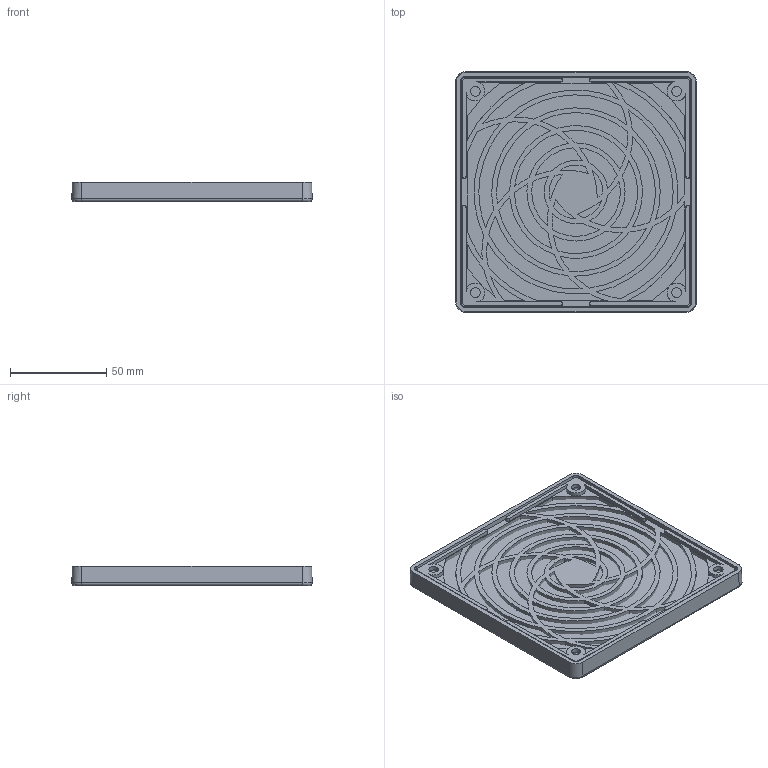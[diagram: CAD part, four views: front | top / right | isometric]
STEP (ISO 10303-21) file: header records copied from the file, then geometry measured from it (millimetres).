
FILE_DESCRIPTION (( 'STEP AP203' ), '1' );
FILE_NAME ('GRM120.stp', '2025-09-30T21:56:42', ( '' ), ( '' ), 'SwSTEP 2.0', 'SolidWorks 2025', '' );
FILE_SCHEMA (( 'CONFIG_CONTROL_DESIGN' ));
Length unit declared in the file: millimetre
Products named in the file (1): GRM120
Bounding box: 124.94 x 124.94 x 10 mm (x, y, z)
Volume: 84000.7 mm3; surface area: 86279.3 mm2
Topology: 3 solids, 3 shells, 408 faces, 1187 edges, 786 vertices
Faces by surface type: cone 312, plane 71, cylinder 17, bspline 8
Entity records: 14730 total; most frequent: CARTESIAN_POINT 3597, ORIENTED_EDGE 2374, DIRECTION 2325, EDGE_CURVE 1187, AXIS2_PLACEMENT_3D 1051, VERTEX_POINT 786, CIRCLE 650, EDGE_LOOP 557
